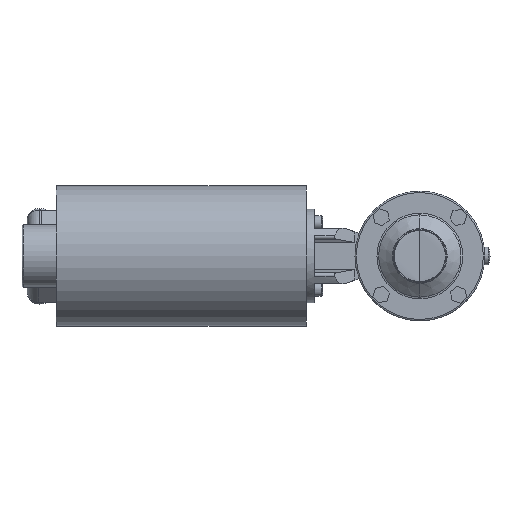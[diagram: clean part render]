
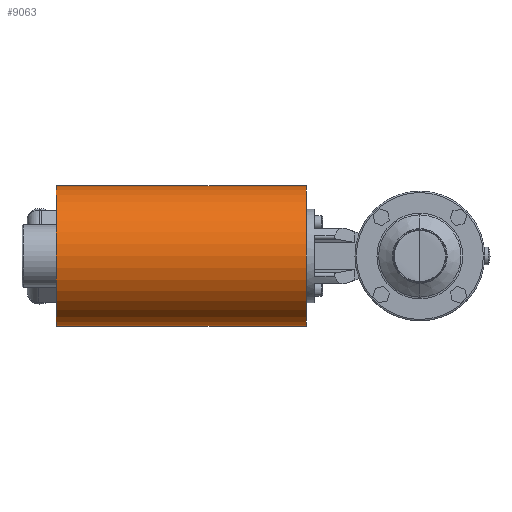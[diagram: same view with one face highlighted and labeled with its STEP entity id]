
A CAD part, left-side view. The second image highlights one B-rep face of the part: STEP entity #9063.
In plain terms, the highlighted cylindrical face has radius 52 mm (diameter 104 mm), a partial arc.
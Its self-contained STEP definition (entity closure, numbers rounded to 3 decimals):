
#465 = VECTOR ( 'NONE', #6615, 1000. ) ;
#826 = ORIENTED_EDGE ( 'NONE', *, *, #8116, .T. ) ;
#1025 = ORIENTED_EDGE ( 'NONE', *, *, #1590, .T. ) ;
#1185 = DIRECTION ( 'NONE',  ( 0., 0., -1. ) ) ;
#1520 = VERTEX_POINT ( 'NONE', #11131 ) ;
#1590 = EDGE_CURVE ( 'NONE', #8319, #3434, #8669, .T. ) ;
#1661 = VECTOR ( 'NONE', #11552, 1000. ) ;
#2250 = DIRECTION ( 'NONE',  ( 0., -1., 0. ) ) ;
#2521 = EDGE_CURVE ( 'NONE', #1520, #11867, #9936, .T. ) ;
#2945 = LINE ( 'NONE', #10508, #1661 ) ;
#3434 = VERTEX_POINT ( 'NONE', #4558 ) ;
#4558 = CARTESIAN_POINT ( 'NONE',  ( 0., 84., 52. ) ) ;
#5160 = CARTESIAN_POINT ( 'NONE',  ( 0., 269., 0. ) ) ;
#5280 = LINE ( 'NONE', #10851, #465 ) ;
#5370 = DIRECTION ( 'NONE',  ( 0., 1., 0. ) ) ;
#5498 = CARTESIAN_POINT ( 'NONE',  ( 0., 269., 0. ) ) ;
#6615 = DIRECTION ( 'NONE',  ( 0., -1., 0. ) ) ;
#7165 = ORIENTED_EDGE ( 'NONE', *, *, #10705, .F. ) ;
#7344 = CARTESIAN_POINT ( 'NONE',  ( 0., 84., -52. ) ) ;
#7495 = FACE_OUTER_BOUND ( 'NONE', #11677, .T. ) ;
#7546 = AXIS2_PLACEMENT_3D ( 'NONE', #5498, #2250, #1185 ) ;
#8099 = CARTESIAN_POINT ( 'NONE',  ( 0., 84., 0. ) ) ;
#8116 = EDGE_CURVE ( 'NONE', #1520, #8319, #2945, .T. ) ;
#8319 = VERTEX_POINT ( 'NONE', #7344 ) ;
#8669 = CIRCLE ( 'NONE', #11137, 52. ) ;
#9063 = ADVANCED_FACE ( 'NONE', ( #7495 ), #12904, .T. ) ;
#9153 = DIRECTION ( 'NONE',  ( 0., 0., 1. ) ) ;
#9619 = DIRECTION ( 'NONE',  ( 0., 0., 1. ) ) ;
#9936 = CIRCLE ( 'NONE', #10151, 52. ) ;
#10085 = DIRECTION ( 'NONE',  ( 0., 1., 0. ) ) ;
#10151 = AXIS2_PLACEMENT_3D ( 'NONE', #5160, #5370, #9619 ) ;
#10368 = ORIENTED_EDGE ( 'NONE', *, *, #2521, .F. ) ;
#10508 = CARTESIAN_POINT ( 'NONE',  ( 0., 269., -52. ) ) ;
#10705 = EDGE_CURVE ( 'NONE', #11867, #3434, #5280, .T. ) ;
#10851 = CARTESIAN_POINT ( 'NONE',  ( 0., 269., 52. ) ) ;
#10982 = CARTESIAN_POINT ( 'NONE',  ( 0., 269., 52. ) ) ;
#11131 = CARTESIAN_POINT ( 'NONE',  ( 0., 269., -52. ) ) ;
#11137 = AXIS2_PLACEMENT_3D ( 'NONE', #8099, #10085, #9153 ) ;
#11552 = DIRECTION ( 'NONE',  ( 0., -1., 0. ) ) ;
#11677 = EDGE_LOOP ( 'NONE', ( #7165, #10368, #826, #1025 ) ) ;
#11867 = VERTEX_POINT ( 'NONE', #10982 ) ;
#12904 = CYLINDRICAL_SURFACE ( 'NONE', #7546, 52. ) ;
